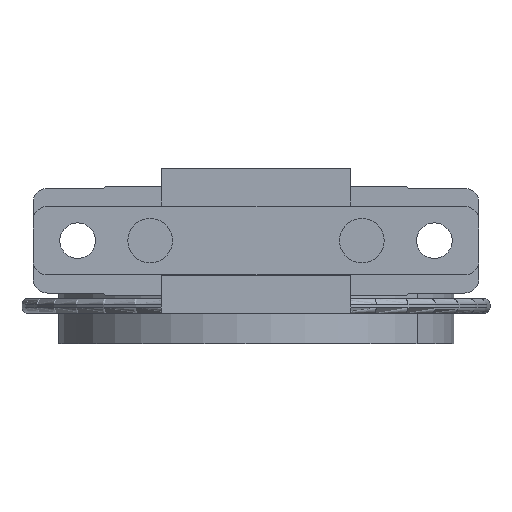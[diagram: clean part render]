
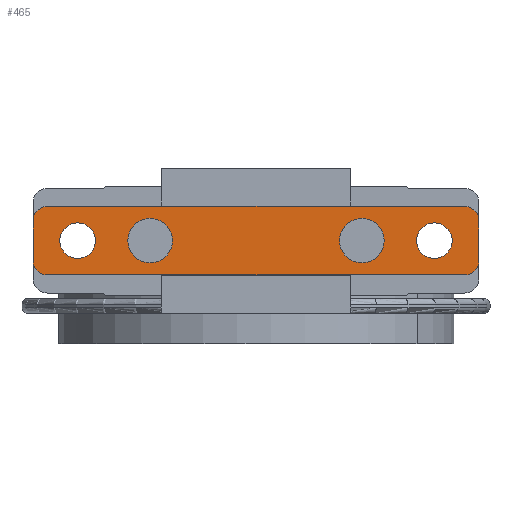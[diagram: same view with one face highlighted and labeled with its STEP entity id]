
A CAD part, front view. The second image highlights one B-rep face of the part: STEP entity #465.
In plain terms, the highlighted planar face has unit normal (0, -1, 0).
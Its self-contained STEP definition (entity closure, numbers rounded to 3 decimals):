
#465=ADVANCED_FACE('',(#907,#908,#909,#910,#911),#912,.F.);
#907=FACE_BOUND('',#1355,.T.);
#908=FACE_BOUND('',#1356,.T.);
#909=FACE_BOUND('',#1357,.T.);
#910=FACE_BOUND('',#1358,.T.);
#911=FACE_OUTER_BOUND('',#1359,.T.);
#912=PLANE('',#1360);
#1355=EDGE_LOOP('',(#2520,#2521));
#1356=EDGE_LOOP('',(#2522,#2523));
#1357=EDGE_LOOP('',(#2524,#2525));
#1358=EDGE_LOOP('',(#2526,#2527));
#1359=EDGE_LOOP('',(#2528,#2529,#2530,#2531,#2532,#2533,#2534,#2535));
#1360=AXIS2_PLACEMENT_3D('',#2536,#2537,#2538);
#2520=ORIENTED_EDGE('',*,*,#3089,.T.);
#2521=ORIENTED_EDGE('',*,*,#3094,.T.);
#2522=ORIENTED_EDGE('',*,*,#3084,.T.);
#2523=ORIENTED_EDGE('',*,*,#3098,.T.);
#2524=ORIENTED_EDGE('',*,*,#3081,.T.);
#2525=ORIENTED_EDGE('',*,*,#3101,.T.);
#2526=ORIENTED_EDGE('',*,*,#3072,.T.);
#2527=ORIENTED_EDGE('',*,*,#3106,.T.);
#2528=ORIENTED_EDGE('',*,*,#3206,.T.);
#2529=ORIENTED_EDGE('',*,*,#3198,.F.);
#2530=ORIENTED_EDGE('',*,*,#3202,.T.);
#2531=ORIENTED_EDGE('',*,*,#3204,.F.);
#2532=ORIENTED_EDGE('',*,*,#3186,.T.);
#2533=ORIENTED_EDGE('',*,*,#3189,.F.);
#2534=ORIENTED_EDGE('',*,*,#3192,.T.);
#2535=ORIENTED_EDGE('',*,*,#3195,.F.);
#2536=CARTESIAN_POINT('',(0.,-39.5,0.));
#2537=DIRECTION('',(0.0,1.0,0.0));
#2538=DIRECTION('',(-1.0,0.0,0.0));
#3072=EDGE_CURVE('',#3740,#3742,#3744,.T.);
#3081=EDGE_CURVE('',#3755,#3757,#3759,.T.);
#3084=EDGE_CURVE('',#3764,#3761,#3765,.T.);
#3089=EDGE_CURVE('',#3773,#3770,#3774,.T.);
#3094=EDGE_CURVE('',#3770,#3773,#3780,.T.);
#3098=EDGE_CURVE('',#3761,#3764,#3784,.T.);
#3101=EDGE_CURVE('',#3757,#3755,#3787,.T.);
#3106=EDGE_CURVE('',#3742,#3740,#3792,.T.);
#3186=EDGE_CURVE('',#3910,#3912,#3914,.T.);
#3189=EDGE_CURVE('',#3916,#3912,#3918,.T.);
#3192=EDGE_CURVE('',#3916,#3920,#3922,.T.);
#3195=EDGE_CURVE('',#3924,#3920,#3926,.T.);
#3198=EDGE_CURVE('',#3928,#3930,#3931,.T.);
#3202=EDGE_CURVE('',#3928,#3934,#3936,.T.);
#3204=EDGE_CURVE('',#3910,#3934,#3938,.T.);
#3206=EDGE_CURVE('',#3924,#3930,#3940,.T.);
#3740=VERTEX_POINT('',#5062);
#3742=VERTEX_POINT('',#5065);
#3744=CIRCLE('',#5068,1.6);
#3755=VERTEX_POINT('',#5081);
#3757=VERTEX_POINT('',#5084);
#3759=CIRCLE('',#5087,1.6);
#3761=VERTEX_POINT('',#5089);
#3764=VERTEX_POINT('',#5093);
#3765=CIRCLE('',#5094,2.0);
#3770=VERTEX_POINT('',#5100);
#3773=VERTEX_POINT('',#5104);
#3774=CIRCLE('',#5105,2.0);
#3780=CIRCLE('',#5112,2.0);
#3784=CIRCLE('',#5116,2.0);
#3787=CIRCLE('',#5119,1.6);
#3792=CIRCLE('',#5124,1.6);
#3910=VERTEX_POINT('',#5286);
#3912=VERTEX_POINT('',#5289);
#3914=LINE('',#5292,#5293);
#3916=VERTEX_POINT('',#5295);
#3918=CIRCLE('',#5298,1.3);
#3920=VERTEX_POINT('',#5300);
#3922=LINE('',#5303,#5304);
#3924=VERTEX_POINT('',#5306);
#3926=CIRCLE('',#5309,1.3);
#3928=VERTEX_POINT('',#5311);
#3930=VERTEX_POINT('',#5314);
#3931=CIRCLE('',#5315,1.3);
#3934=VERTEX_POINT('',#5319);
#3936=LINE('',#5322,#5323);
#3938=CIRCLE('',#5325,1.3);
#3940=LINE('',#5327,#5328);
#5062=CARTESIAN_POINT('',(14.4,-39.5,0.0));
#5065=CARTESIAN_POINT('',(17.6,-39.5,0.));
#5068=AXIS2_PLACEMENT_3D('',#5879,#5880,#5881);
#5081=CARTESIAN_POINT('',(-17.6,-39.5,0.0));
#5084=CARTESIAN_POINT('',(-14.4,-39.5,0.));
#5087=AXIS2_PLACEMENT_3D('',#5892,#5893,#5894);
#5089=CARTESIAN_POINT('',(11.5,-39.5,0.));
#5093=CARTESIAN_POINT('',(7.5,-39.5,0.));
#5094=AXIS2_PLACEMENT_3D('',#5896,#5897,#5898);
#5100=CARTESIAN_POINT('',(-7.5,-39.5,0.));
#5104=CARTESIAN_POINT('',(-11.5,-39.5,0.));
#5105=AXIS2_PLACEMENT_3D('',#5904,#5905,#5906);
#5112=AXIS2_PLACEMENT_3D('',#5914,#5915,#5916);
#5116=AXIS2_PLACEMENT_3D('',#5920,#5921,#5922);
#5119=AXIS2_PLACEMENT_3D('',#5923,#5924,#5925);
#5124=AXIS2_PLACEMENT_3D('',#5932,#5933,#5934);
#5286=CARTESIAN_POINT('',(-20.0,-39.5,1.775));
#5289=CARTESIAN_POINT('',(-20.0,-39.5,-1.775));
#5292=CARTESIAN_POINT('',(-20.0,-39.5,1.775));
#5293=VECTOR('',#6023,1.0);
#5295=CARTESIAN_POINT('',(-18.7,-39.5,-3.075));
#5298=AXIS2_PLACEMENT_3D('',#6025,#6026,#6027);
#5300=CARTESIAN_POINT('',(18.7,-39.5,-3.075));
#5303=CARTESIAN_POINT('',(-18.7,-39.5,-3.075));
#5304=VECTOR('',#6029,1.0);
#5306=CARTESIAN_POINT('',(20.0,-39.5,-1.775));
#5309=AXIS2_PLACEMENT_3D('',#6031,#6032,#6033);
#5311=CARTESIAN_POINT('',(18.7,-39.5,3.075));
#5314=CARTESIAN_POINT('',(20.0,-39.5,1.775));
#5315=AXIS2_PLACEMENT_3D('',#6035,#6036,#6037);
#5319=CARTESIAN_POINT('',(-18.7,-39.5,3.075));
#5322=CARTESIAN_POINT('',(18.7,-39.5,3.075));
#5323=VECTOR('',#6040,1.0);
#5325=AXIS2_PLACEMENT_3D('',#6041,#6042,#6043);
#5327=CARTESIAN_POINT('',(20.0,-39.5,-1.775));
#5328=VECTOR('',#6044,1.0);
#5879=CARTESIAN_POINT('',(16.0,-39.5,0.0));
#5880=DIRECTION('',(0.0,1.0,0.0));
#5881=DIRECTION('',(-1.0,0.0,0.0));
#5892=CARTESIAN_POINT('',(-16.0,-39.5,0.0));
#5893=DIRECTION('',(0.0,1.0,0.0));
#5894=DIRECTION('',(-1.0,0.0,0.0));
#5896=CARTESIAN_POINT('',(9.5,-39.5,0.));
#5897=DIRECTION('',(0.0,1.0,0.0));
#5898=DIRECTION('',(1.0,0.0,0.));
#5904=CARTESIAN_POINT('',(-9.5,-39.5,0.));
#5905=DIRECTION('',(0.0,1.0,0.0));
#5906=DIRECTION('',(1.0,0.0,0.));
#5914=CARTESIAN_POINT('',(-9.5,-39.5,0.));
#5915=DIRECTION('',(0.0,1.0,0.0));
#5916=DIRECTION('',(1.0,0.0,0.));
#5920=CARTESIAN_POINT('',(9.5,-39.5,0.));
#5921=DIRECTION('',(0.0,1.0,0.0));
#5922=DIRECTION('',(1.0,0.0,0.));
#5923=CARTESIAN_POINT('',(-16.0,-39.5,0.0));
#5924=DIRECTION('',(0.0,1.0,0.0));
#5925=DIRECTION('',(-1.0,0.0,0.0));
#5932=CARTESIAN_POINT('',(16.0,-39.5,0.0));
#5933=DIRECTION('',(0.0,1.0,0.0));
#5934=DIRECTION('',(-1.0,0.0,0.0));
#6023=DIRECTION('',(0.0,0.0,-1.0));
#6025=CARTESIAN_POINT('',(-18.7,-39.5,-1.775));
#6026=DIRECTION('',(0.0,1.0,0.0));
#6027=DIRECTION('',(0.0,0.0,-1.0));
#6029=DIRECTION('',(1.0,0.0,0.0));
#6031=CARTESIAN_POINT('',(18.7,-39.5,-1.775));
#6032=DIRECTION('',(0.0,1.0,0.0));
#6033=DIRECTION('',(1.0,0.0,0.));
#6035=CARTESIAN_POINT('',(18.7,-39.5,1.775));
#6036=DIRECTION('',(0.0,1.0,0.0));
#6037=DIRECTION('',(0.,0.0,1.0));
#6040=DIRECTION('',(-1.0,0.0,0.0));
#6041=CARTESIAN_POINT('',(-18.7,-39.5,1.775));
#6042=DIRECTION('',(0.0,1.0,0.0));
#6043=DIRECTION('',(-1.0,0.0,0.));
#6044=DIRECTION('',(0.0,0.0,1.0));
